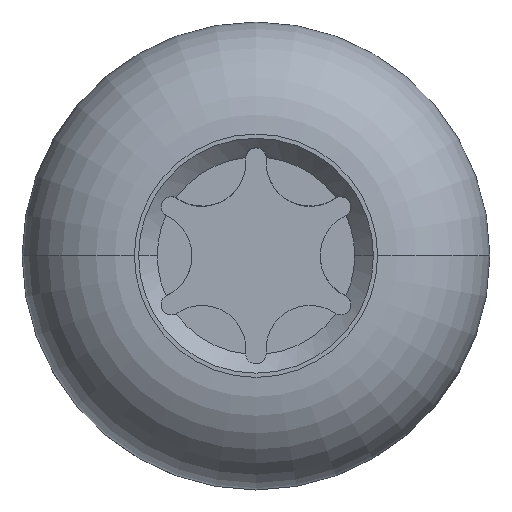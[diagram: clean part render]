
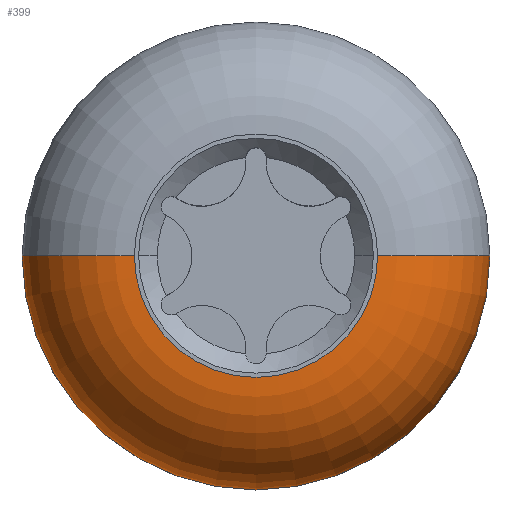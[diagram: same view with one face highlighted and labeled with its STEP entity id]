
A CAD part, top view. The second image highlights one B-rep face of the part: STEP entity #399.
In plain terms, the highlighted toroidal (fillet/blend) face has major radius 1.3 mm and minor radius 1.2 mm.
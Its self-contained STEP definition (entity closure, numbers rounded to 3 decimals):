
#40 = CARTESIAN_POINT ( 'NONE',  ( 1.3, 0., 0. ) ) ;
#61 = DIRECTION ( 'NONE',  ( 1., 0., 0. ) ) ;
#70 = AXIS2_PLACEMENT_3D ( 'NONE', #950, #858, #61 ) ;
#213 = FACE_OUTER_BOUND ( 'NONE', #1448, .T. ) ;
#230 = DIRECTION ( 'NONE',  ( -1., 0., 0. ) ) ;
#233 = CIRCLE ( 'NONE', #303, 1.2 ) ;
#235 = DIRECTION ( 'NONE',  ( 0., -1., 0. ) ) ;
#259 = AXIS2_PLACEMENT_3D ( 'NONE', #1102, #1210, #440 ) ;
#281 = EDGE_CURVE ( 'NONE', #1428, #1079, #1285, .T. ) ;
#303 = AXIS2_PLACEMENT_3D ( 'NONE', #1348, #1017, #230 ) ;
#346 = AXIS2_PLACEMENT_3D ( 'NONE', #884, #424, #666 ) ;
#399 = ADVANCED_FACE ( 'NONE', ( #213 ), #984, .T. ) ;
#424 = DIRECTION ( 'NONE',  ( 0., 0., 1. ) ) ;
#440 = DIRECTION ( 'NONE',  ( 1., 0., 0. ) ) ;
#452 = CARTESIAN_POINT ( 'NONE',  ( -2.5, 0., -1.2 ) ) ;
#522 = VERTEX_POINT ( 'NONE', #452 ) ;
#529 = EDGE_CURVE ( 'NONE', #522, #1428, #233, .T. ) ;
#579 = VERTEX_POINT ( 'NONE', #1205 ) ;
#624 = ORIENTED_EDGE ( 'NONE', *, *, #281, .F. ) ;
#630 = ORIENTED_EDGE ( 'NONE', *, *, #529, .F. ) ;
#666 = DIRECTION ( 'NONE',  ( 1., 0., 0. ) ) ;
#742 = AXIS2_PLACEMENT_3D ( 'NONE', #1360, #235, #1127 ) ;
#763 = ORIENTED_EDGE ( 'NONE', *, *, #809, .T. ) ;
#809 = EDGE_CURVE ( 'NONE', #579, #1079, #1004, .T. ) ;
#858 = DIRECTION ( 'NONE',  ( 0., 0., 1. ) ) ;
#884 = CARTESIAN_POINT ( 'NONE',  ( 0., 0., -1.2 ) ) ;
#901 = CARTESIAN_POINT ( 'NONE',  ( -1.3, 0., 0. ) ) ;
#950 = CARTESIAN_POINT ( 'NONE',  ( 0., 0., 0. ) ) ;
#984 = TOROIDAL_SURFACE ( 'NONE', #346, 1.3, 1.2 ) ;
#1004 = CIRCLE ( 'NONE', #742, 1.2 ) ;
#1017 = DIRECTION ( 'NONE',  ( 0., 1., 0. ) ) ;
#1079 = VERTEX_POINT ( 'NONE', #40 ) ;
#1102 = CARTESIAN_POINT ( 'NONE',  ( 0., 0., -1.2 ) ) ;
#1127 = DIRECTION ( 'NONE',  ( 0., 0., -1. ) ) ;
#1205 = CARTESIAN_POINT ( 'NONE',  ( 2.5, 0., -1.2 ) ) ;
#1210 = DIRECTION ( 'NONE',  ( 0., 0., 1. ) ) ;
#1257 = EDGE_CURVE ( 'NONE', #522, #579, #1391, .T. ) ;
#1285 = CIRCLE ( 'NONE', #70, 1.3 ) ;
#1318 = ORIENTED_EDGE ( 'NONE', *, *, #1257, .T. ) ;
#1348 = CARTESIAN_POINT ( 'NONE',  ( -1.3, 0., -1.2 ) ) ;
#1360 = CARTESIAN_POINT ( 'NONE',  ( 1.3, 0., -1.2 ) ) ;
#1391 = CIRCLE ( 'NONE', #259, 2.5 ) ;
#1428 = VERTEX_POINT ( 'NONE', #901 ) ;
#1448 = EDGE_LOOP ( 'NONE', ( #630, #1318, #763, #624 ) ) ;
